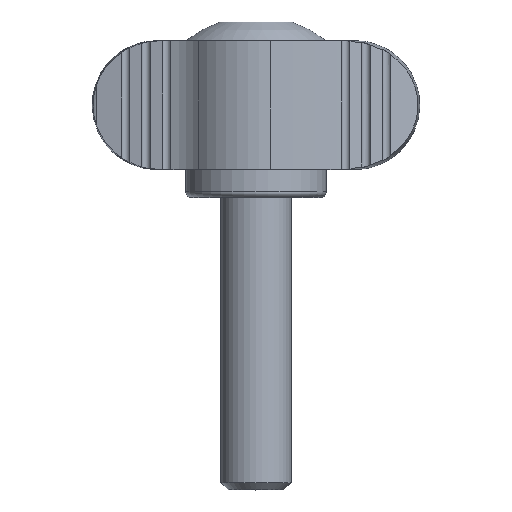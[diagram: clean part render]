
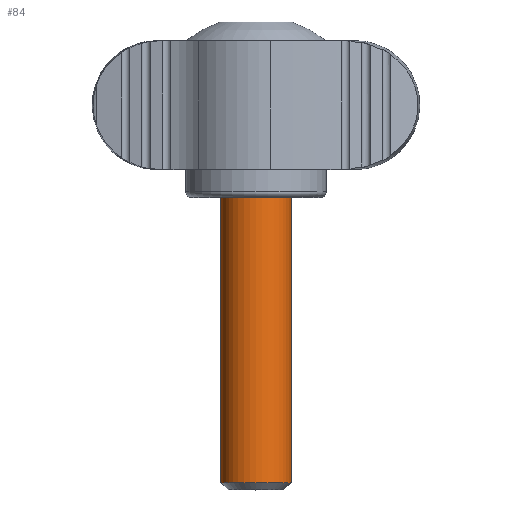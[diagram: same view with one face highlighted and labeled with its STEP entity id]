
A CAD part, top view. The second image highlights one B-rep face of the part: STEP entity #84.
In plain terms, the highlighted cylindrical face has radius 3 mm (diameter 6 mm), a full revolution.
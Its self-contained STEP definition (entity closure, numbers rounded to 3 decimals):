
#84 = ADVANCED_FACE( '', ( #201, #202 ), #203, .T. );
#201 = FACE_OUTER_BOUND( '', #354, .T. );
#202 = FACE_OUTER_BOUND( '', #355, .T. );
#203 = CYLINDRICAL_SURFACE( '', #356, 3. );
#354 = EDGE_LOOP( '', ( #542 ) );
#355 = EDGE_LOOP( '', ( #543 ) );
#356 = AXIS2_PLACEMENT_3D( '', #544, #545, #546 );
#542 = ORIENTED_EDGE( '', *, *, #936, .F. );
#543 = ORIENTED_EDGE( '', *, *, #937, .T. );
#544 = CARTESIAN_POINT( '', ( 0., -25., 0. ) );
#545 = DIRECTION( '', ( 0., 1., 0. ) );
#546 = DIRECTION( '', ( 0., 0., -1. ) );
#936 = EDGE_CURVE( '', #1131, #1131, #1132, .T. );
#937 = EDGE_CURVE( '', #1133, #1133, #1134, .F. );
#1131 = VERTEX_POINT( '', #1444 );
#1132 = CIRCLE( '', #1445, 3. );
#1133 = VERTEX_POINT( '', #1446 );
#1134 = CIRCLE( '', #1447, 3. );
#1444 = CARTESIAN_POINT( '', ( 0., -24.387, -3. ) );
#1445 = AXIS2_PLACEMENT_3D( '', #1961, #1962, #1963 );
#1446 = CARTESIAN_POINT( '', ( 0., 0., 3. ) );
#1447 = AXIS2_PLACEMENT_3D( '', #1964, #1965, #1966 );
#1961 = CARTESIAN_POINT( '', ( 0., -24.387, 0. ) );
#1962 = DIRECTION( '', ( 0., -1., 0. ) );
#1963 = DIRECTION( '', ( 0., 0., -1. ) );
#1964 = CARTESIAN_POINT( '', ( 0., 0., 0. ) );
#1965 = DIRECTION( '', ( 0., 1., 0. ) );
#1966 = DIRECTION( '', ( 0., 0., 1. ) );
